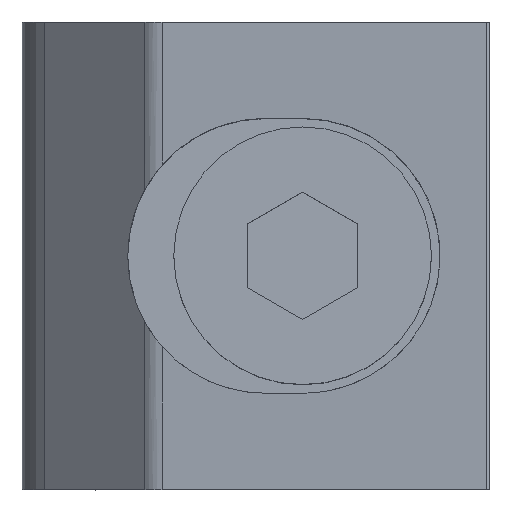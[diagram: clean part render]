
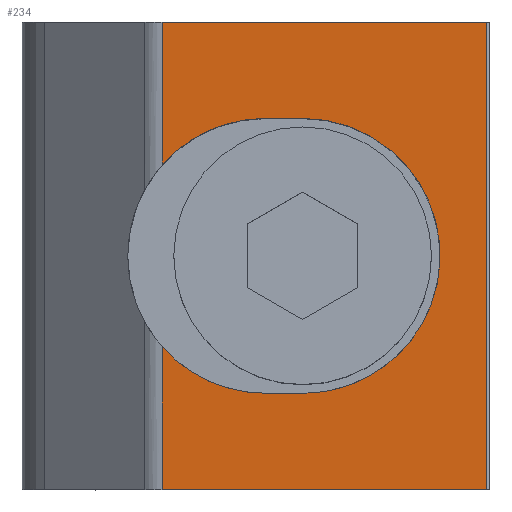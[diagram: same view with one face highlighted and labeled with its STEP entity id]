
A CAD part, top view. The second image highlights one B-rep face of the part: STEP entity #234.
In plain terms, the highlighted planar face has unit normal (-0.097, 0, 0.995).
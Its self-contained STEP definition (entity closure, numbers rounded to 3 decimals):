
#59 = LINE ( 'NONE', #491, #437 ) ;
#169 = EDGE_CURVE ( 'NONE', #1459, #821, #1158, .T. ) ;
#234 = ADVANCED_FACE ( 'NONE', ( #1605 ), #807, .F. ) ;
#235 = VERTEX_POINT ( 'NONE', #376 ) ;
#246 = CARTESIAN_POINT ( 'NONE',  ( 0., -3.734, 6.795 ) ) ;
#248 = DIRECTION ( 'NONE',  ( 0.097, 0., -0.995 ) ) ;
#250 = EDGE_CURVE ( 'NONE', #1327, #1628, #798, .T. ) ;
#255 = CARTESIAN_POINT ( 'NONE',  ( 4.996, 6.35, 7.281 ) ) ;
#267 = EDGE_LOOP ( 'NONE', ( #927, #1219, #832, #1012, #850, #1621, #1461, #654, #551, #1611 ) ) ;
#283 = CARTESIAN_POINT ( 'NONE',  ( -2.106, 3.734, 6.589 ) ) ;
#299 = VERTEX_POINT ( 'NONE', #1213 ) ;
#300 = VECTOR ( 'NONE', #1582, 1000. ) ;
#306 = VERTEX_POINT ( 'NONE', #1725 ) ;
#322 = CARTESIAN_POINT ( 'NONE',  ( 4.996, 6.35, 7.281 ) ) ;
#376 = CARTESIAN_POINT ( 'NONE',  ( 0., 3.734, 6.795 ) ) ;
#395 = DIRECTION ( 'NONE',  ( 0.995, 0., 0.097 ) ) ;
#400 = EDGE_CURVE ( 'NONE', #306, #1101, #581, .T. ) ;
#402 =( BOUNDED_CURVE ( )  B_SPLINE_CURVE ( 3, ( #1668, #717, #283, #1247 ),
 .UNSPECIFIED., .F., .T. ) 
 B_SPLINE_CURVE_WITH_KNOTS ( ( 4, 4 ),
 ( 3.863, 4.712 ),
 .UNSPECIFIED. ) 
 CURVE ( )  GEOMETRIC_REPRESENTATION_ITEM ( )  RATIONAL_B_SPLINE_CURVE ( ( 1., 0.941, 0.941, 1. ) ) 
 REPRESENTATION_ITEM ( '' )  );
#414 = CARTESIAN_POINT ( 'NONE',  ( 4.996, 3.734, 7.281 ) ) ;
#437 = VECTOR ( 'NONE', #1029, 1000. ) ;
#481 = EDGE_CURVE ( 'NONE', #721, #532, #402, .T. ) ;
#491 = CARTESIAN_POINT ( 'NONE',  ( -3.819, 6.35, 6.423 ) ) ;
#497 = VECTOR ( 'NONE', #395, 1000. ) ;
#532 = VERTEX_POINT ( 'NONE', #854 ) ;
#551 = ORIENTED_EDGE ( 'NONE', *, *, #1200, .T. ) ;
#581 = LINE ( 'NONE', #817, #601 ) ;
#586 = EDGE_CURVE ( 'NONE', #299, #721, #59, .T. ) ;
#601 = VECTOR ( 'NONE', #1363, 1000. ) ;
#649 = CARTESIAN_POINT ( 'NONE',  ( 4.996, -6.35, 7.281 ) ) ;
#654 = ORIENTED_EDGE ( 'NONE', *, *, #481, .T. ) ;
#717 = CARTESIAN_POINT ( 'NONE',  ( -3.099, 3.285, 6.493 ) ) ;
#721 = VERTEX_POINT ( 'NONE', #891 ) ;
#756 = CARTESIAN_POINT ( 'NONE',  ( 0., 3.734, 6.795 ) ) ;
#778 = DIRECTION ( 'NONE',  ( 0., -1., 0. ) ) ;
#798 = LINE ( 'NONE', #255, #913 ) ;
#807 = PLANE ( 'NONE',  #1284 ) ;
#817 = CARTESIAN_POINT ( 'NONE',  ( -3.819, 6.35, 6.423 ) ) ;
#821 = VERTEX_POINT ( 'NONE', #1326 ) ;
#831 = EDGE_CURVE ( 'NONE', #299, #1327, #1444, .T. ) ;
#832 = ORIENTED_EDGE ( 'NONE', *, *, #400, .T. ) ;
#850 = ORIENTED_EDGE ( 'NONE', *, *, #250, .F. ) ;
#854 = CARTESIAN_POINT ( 'NONE',  ( -1.016, 3.734, 6.696 ) ) ;
#859 = VECTOR ( 'NONE', #1181, 1000. ) ;
#891 = CARTESIAN_POINT ( 'NONE',  ( -3.819, 2.466, 6.423 ) ) ;
#913 = VECTOR ( 'NONE', #778, 1000. ) ;
#927 = ORIENTED_EDGE ( 'NONE', *, *, #169, .T. ) ;
#1012 = ORIENTED_EDGE ( 'NONE', *, *, #1510, .T. ) ;
#1020 = EDGE_CURVE ( 'NONE', #235, #1459, #1118, .T. ) ;
#1022 = CARTESIAN_POINT ( 'NONE',  ( 7.468, -3.734, 7.522 ) ) ;
#1029 = DIRECTION ( 'NONE',  ( 0., -1., 0. ) ) ;
#1065 = CARTESIAN_POINT ( 'NONE',  ( 4.996, -6.35, 7.281 ) ) ;
#1101 = VERTEX_POINT ( 'NONE', #1441 ) ;
#1118 =( BOUNDED_CURVE ( )  B_SPLINE_CURVE ( 3, ( #756, #1709, #1022, #1433 ),
 .UNSPECIFIED., .F., .T. ) 
 B_SPLINE_CURVE_WITH_KNOTS ( ( 4, 4 ),
 ( 4.712, 7.854 ),
 .UNSPECIFIED. ) 
 CURVE ( )  GEOMETRIC_REPRESENTATION_ITEM ( )  RATIONAL_B_SPLINE_CURVE ( ( 1., 0.333, 0.333, 1. ) ) 
 REPRESENTATION_ITEM ( '' )  );
#1158 = LINE ( 'NONE', #1697, #1250 ) ;
#1181 = DIRECTION ( 'NONE',  ( 0.995, 0., 0.097 ) ) ;
#1195 =( BOUNDED_CURVE ( )  B_SPLINE_CURVE ( 3, ( #1239, #1386, #1637, #1252 ),
 .UNSPECIFIED., .F., .T. ) 
 B_SPLINE_CURVE_WITH_KNOTS ( ( 4, 4 ),
 ( 1.571, 2.42 ),
 .UNSPECIFIED. ) 
 CURVE ( )  GEOMETRIC_REPRESENTATION_ITEM ( )  RATIONAL_B_SPLINE_CURVE ( ( 1., 0.941, 0.941, 1. ) ) 
 REPRESENTATION_ITEM ( '' )  );
#1200 = EDGE_CURVE ( 'NONE', #532, #235, #1604, .T. ) ;
#1213 = CARTESIAN_POINT ( 'NONE',  ( -3.819, 6.35, 6.423 ) ) ;
#1219 = ORIENTED_EDGE ( 'NONE', *, *, #1739, .T. ) ;
#1239 = CARTESIAN_POINT ( 'NONE',  ( -1.016, -3.734, 6.696 ) ) ;
#1247 = CARTESIAN_POINT ( 'NONE',  ( -1.016, 3.734, 6.696 ) ) ;
#1250 = VECTOR ( 'NONE', #1562, 1000. ) ;
#1252 = CARTESIAN_POINT ( 'NONE',  ( -3.819, -2.466, 6.423 ) ) ;
#1284 = AXIS2_PLACEMENT_3D ( 'NONE', #1354, #248, #1720 ) ;
#1315 = CARTESIAN_POINT ( 'NONE',  ( 4.996, 6.35, 7.281 ) ) ;
#1326 = CARTESIAN_POINT ( 'NONE',  ( -1.016, -3.734, 6.696 ) ) ;
#1327 = VERTEX_POINT ( 'NONE', #322 ) ;
#1354 = CARTESIAN_POINT ( 'NONE',  ( 4.996, 6.35, 7.281 ) ) ;
#1363 = DIRECTION ( 'NONE',  ( 0., -1., 0. ) ) ;
#1386 = CARTESIAN_POINT ( 'NONE',  ( -2.106, -3.734, 6.589 ) ) ;
#1433 = CARTESIAN_POINT ( 'NONE',  ( 0., -3.734, 6.795 ) ) ;
#1441 = CARTESIAN_POINT ( 'NONE',  ( -3.819, -6.35, 6.423 ) ) ;
#1444 = LINE ( 'NONE', #1315, #859 ) ;
#1459 = VERTEX_POINT ( 'NONE', #246 ) ;
#1461 = ORIENTED_EDGE ( 'NONE', *, *, #586, .T. ) ;
#1510 = EDGE_CURVE ( 'NONE', #1101, #1628, #1723, .T. ) ;
#1562 = DIRECTION ( 'NONE',  ( -0.995, 0., -0.097 ) ) ;
#1582 = DIRECTION ( 'NONE',  ( 0.995, 0., 0.097 ) ) ;
#1604 = LINE ( 'NONE', #414, #497 ) ;
#1605 = FACE_OUTER_BOUND ( 'NONE', #267, .T. ) ;
#1611 = ORIENTED_EDGE ( 'NONE', *, *, #1020, .T. ) ;
#1621 = ORIENTED_EDGE ( 'NONE', *, *, #831, .F. ) ;
#1628 = VERTEX_POINT ( 'NONE', #1065 ) ;
#1637 = CARTESIAN_POINT ( 'NONE',  ( -3.099, -3.285, 6.493 ) ) ;
#1668 = CARTESIAN_POINT ( 'NONE',  ( -3.819, 2.466, 6.423 ) ) ;
#1697 = CARTESIAN_POINT ( 'NONE',  ( 4.996, -3.734, 7.281 ) ) ;
#1709 = CARTESIAN_POINT ( 'NONE',  ( 7.468, 3.734, 7.522 ) ) ;
#1720 = DIRECTION ( 'NONE',  ( -0.995, 0., -0.097 ) ) ;
#1723 = LINE ( 'NONE', #649, #300 ) ;
#1725 = CARTESIAN_POINT ( 'NONE',  ( -3.819, -2.466, 6.423 ) ) ;
#1739 = EDGE_CURVE ( 'NONE', #821, #306, #1195, .T. ) ;
